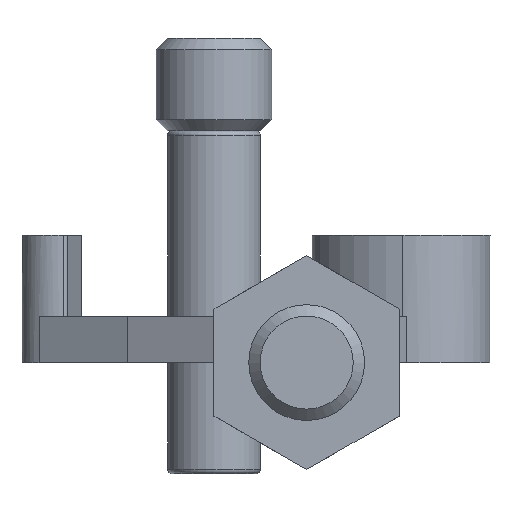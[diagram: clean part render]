
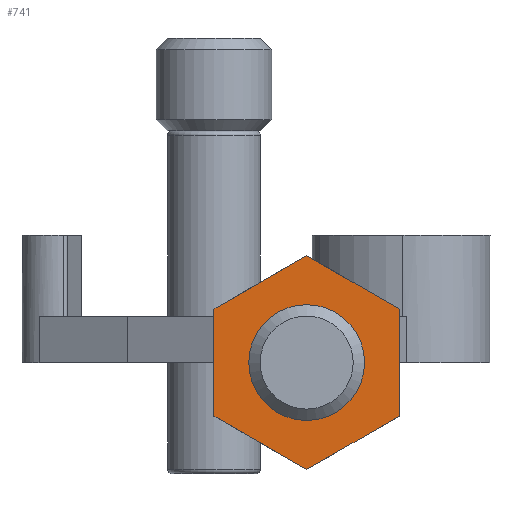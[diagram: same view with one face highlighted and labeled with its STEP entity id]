
A CAD part, front view. The second image highlights one B-rep face of the part: STEP entity #741.
In plain terms, the highlighted planar face has unit normal (0, -1, 0).
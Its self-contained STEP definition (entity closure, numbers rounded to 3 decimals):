
#66=LINE('',#1152,#116);
#67=LINE('',#1155,#117);
#68=LINE('',#1157,#118);
#69=LINE('',#1159,#119);
#70=LINE('',#1161,#120);
#71=LINE('',#1163,#121);
#116=VECTOR('',#916,1000.);
#117=VECTOR('',#917,1000.);
#118=VECTOR('',#918,1000.);
#119=VECTOR('',#919,1000.);
#120=VECTOR('',#920,1000.);
#121=VECTOR('',#921,1000.);
#166=ORIENTED_EDGE('',*,*,#372,.F.);
#167=ORIENTED_EDGE('',*,*,#373,.F.);
#168=ORIENTED_EDGE('',*,*,#374,.F.);
#169=ORIENTED_EDGE('',*,*,#375,.F.);
#170=ORIENTED_EDGE('',*,*,#376,.F.);
#171=ORIENTED_EDGE('',*,*,#377,.F.);
#172=ORIENTED_EDGE('',*,*,#378,.F.);
#372=EDGE_CURVE('',#475,#475,#546,.T.);
#373=EDGE_CURVE('',#476,#477,#66,.T.);
#374=EDGE_CURVE('',#478,#476,#67,.T.);
#375=EDGE_CURVE('',#479,#478,#68,.T.);
#376=EDGE_CURVE('',#480,#479,#69,.T.);
#377=EDGE_CURVE('',#481,#480,#70,.T.);
#378=EDGE_CURVE('',#477,#481,#71,.T.);
#475=VERTEX_POINT('',#1151);
#476=VERTEX_POINT('',#1153);
#477=VERTEX_POINT('',#1154);
#478=VERTEX_POINT('',#1156);
#479=VERTEX_POINT('',#1158);
#480=VERTEX_POINT('',#1160);
#481=VERTEX_POINT('',#1162);
#546=CIRCLE('',#818,2.5);
#587=EDGE_LOOP('',(#166));
#588=EDGE_LOOP('',(#167,#168,#169,#170,#171,#172));
#651=FACE_BOUND('',#587,.T.);
#652=FACE_BOUND('',#588,.T.);
#715=PLANE('',#817);
#741=ADVANCED_FACE('',(#651,#652),#715,.F.);
#817=AXIS2_PLACEMENT_3D('',#1149,#912,#913);
#818=AXIS2_PLACEMENT_3D('',#1150,#914,#915);
#912=DIRECTION('',(0.,1.,0.));
#913=DIRECTION('',(0.,0.,1.));
#914=DIRECTION('',(0.,-1.,0.));
#915=DIRECTION('',(0.,0.,-1.));
#916=DIRECTION('',(0.,0.,1.));
#917=DIRECTION('',(-0.866,0.,0.5));
#918=DIRECTION('',(-0.866,0.,-0.5));
#919=DIRECTION('',(0.,0.,-1.));
#920=DIRECTION('',(0.866,0.,-0.5));
#921=DIRECTION('',(0.866,0.,0.5));
#1149=CARTESIAN_POINT('',(0.,8.,-9.));
#1150=CARTESIAN_POINT('',(0.,8.,0.));
#1151=CARTESIAN_POINT('',(0.,8.,-2.5));
#1152=CARTESIAN_POINT('',(-4.,8.,-2.309));
#1153=CARTESIAN_POINT('',(-4.,8.,-2.309));
#1154=CARTESIAN_POINT('',(-4.,8.,2.309));
#1155=CARTESIAN_POINT('',(0.,8.,-4.619));
#1156=CARTESIAN_POINT('',(0.,8.,-4.619));
#1157=CARTESIAN_POINT('',(4.,8.,-2.309));
#1158=CARTESIAN_POINT('',(4.,8.,-2.309));
#1159=CARTESIAN_POINT('',(4.,8.,2.309));
#1160=CARTESIAN_POINT('',(4.,8.,2.309));
#1161=CARTESIAN_POINT('',(0.,8.,4.619));
#1162=CARTESIAN_POINT('',(0.,8.,4.619));
#1163=CARTESIAN_POINT('',(-4.,8.,2.309));
